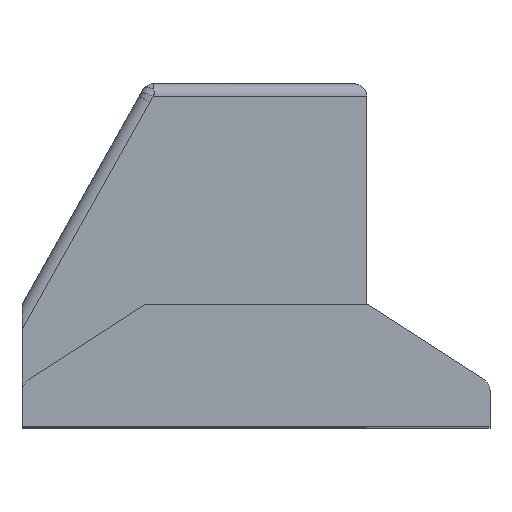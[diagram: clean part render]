
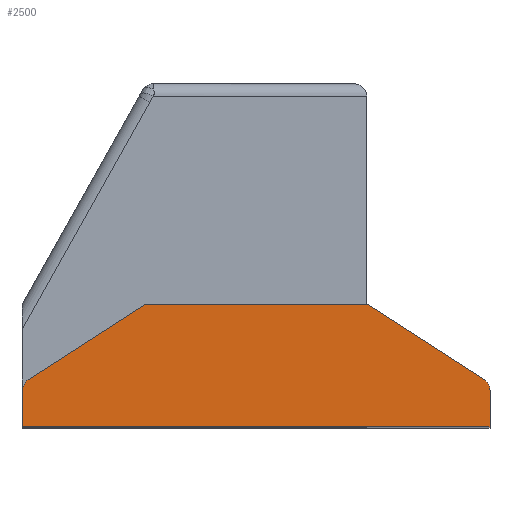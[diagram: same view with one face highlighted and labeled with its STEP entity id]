
A CAD part, top view. The second image highlights one B-rep face of the part: STEP entity #2500.
In plain terms, the highlighted planar face has unit normal (0, 0, 1).
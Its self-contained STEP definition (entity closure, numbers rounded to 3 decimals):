
#100 = PLANE('',#101);
#101 = AXIS2_PLACEMENT_3D('',#102,#103,#104);
#102 = CARTESIAN_POINT('',(-9.05,10.,31.));
#103 = DIRECTION('',(0.,-1.,0.));
#104 = DIRECTION('',(1.,0.,0.));
#128 = PLANE('',#129);
#129 = AXIS2_PLACEMENT_3D('',#130,#131,#132);
#130 = CARTESIAN_POINT('',(-9.05,10.,31.));
#131 = DIRECTION('',(-0.542,0.84,0.));
#132 = DIRECTION('',(-0.84,-0.542,0.));
#161 = CYLINDRICAL_SURFACE('',#162,1.);
#162 = AXIS2_PLACEMENT_3D('',#163,#164,#165);
#163 = CARTESIAN_POINT('',(-18.05,3.,31.));
#164 = DIRECTION('',(0.,0.,1.));
#165 = DIRECTION('',(1.,0.,0.));
#189 = PLANE('',#190);
#190 = AXIS2_PLACEMENT_3D('',#191,#192,#193);
#191 = CARTESIAN_POINT('',(-19.05,0.,31.));
#192 = DIRECTION('',(1.,0.,0.));
#193 = DIRECTION('',(0.,1.,0.));
#921 = EDGE_CURVE('',#922,#924,#926,.T.);
#922 = VERTEX_POINT('',#923);
#923 = CARTESIAN_POINT('',(-9.05,10.,31.));
#924 = VERTEX_POINT('',#925);
#925 = CARTESIAN_POINT('',(9.05,10.,31.));
#926 = SURFACE_CURVE('',#927,(#931,#938),.PCURVE_S1.);
#927 = LINE('',#928,#929);
#928 = CARTESIAN_POINT('',(-9.05,10.,31.));
#929 = VECTOR('',#930,1.);
#930 = DIRECTION('',(1.,0.,0.));
#931 = PCURVE('',#100,#932);
#932 = DEFINITIONAL_REPRESENTATION('',(#933),#937);
#933 = LINE('',#934,#935);
#934 = CARTESIAN_POINT('',(0.,0.));
#935 = VECTOR('',#936,1.);
#936 = DIRECTION('',(1.,0.));
#937 = ( GEOMETRIC_REPRESENTATION_CONTEXT(2) 
PARAMETRIC_REPRESENTATION_CONTEXT() REPRESENTATION_CONTEXT('2D SPACE',''
  ) );
#938 = PCURVE('',#939,#944);
#939 = PLANE('',#940);
#940 = AXIS2_PLACEMENT_3D('',#941,#942,#943);
#941 = CARTESIAN_POINT('',(0.,4.074,31.));
#942 = DIRECTION('',(0.,0.,1.));
#943 = DIRECTION('',(0.,1.,0.));
#944 = DEFINITIONAL_REPRESENTATION('',(#945),#949);
#945 = LINE('',#946,#947);
#946 = CARTESIAN_POINT('',(5.926,9.05));
#947 = VECTOR('',#948,1.);
#948 = DIRECTION('',(0.,-1.));
#949 = ( GEOMETRIC_REPRESENTATION_CONTEXT(2) 
PARAMETRIC_REPRESENTATION_CONTEXT() REPRESENTATION_CONTEXT('2D SPACE',''
  ) );
#1067 = PLANE('',#1068);
#1068 = AXIS2_PLACEMENT_3D('',#1069,#1070,#1071);
#1069 = CARTESIAN_POINT('',(9.05,10.,31.));
#1070 = DIRECTION('',(-0.542,-0.84,0.));
#1071 = DIRECTION('',(0.84,-0.542,0.));
#1362 = EDGE_CURVE('',#922,#1363,#1365,.T.);
#1363 = VERTEX_POINT('',#1364);
#1364 = CARTESIAN_POINT('',(-18.592,3.84,31.));
#1365 = SURFACE_CURVE('',#1366,(#1370,#1377),.PCURVE_S1.);
#1366 = LINE('',#1367,#1368);
#1367 = CARTESIAN_POINT('',(-9.05,10.,31.));
#1368 = VECTOR('',#1369,1.);
#1369 = DIRECTION('',(-0.84,-0.542,0.));
#1370 = PCURVE('',#128,#1371);
#1371 = DEFINITIONAL_REPRESENTATION('',(#1372),#1376);
#1372 = LINE('',#1373,#1374);
#1373 = CARTESIAN_POINT('',(0.,0.));
#1374 = VECTOR('',#1375,1.);
#1375 = DIRECTION('',(1.,0.));
#1376 = ( GEOMETRIC_REPRESENTATION_CONTEXT(2) 
PARAMETRIC_REPRESENTATION_CONTEXT() REPRESENTATION_CONTEXT('2D SPACE',''
  ) );
#1377 = PCURVE('',#939,#1378);
#1378 = DEFINITIONAL_REPRESENTATION('',(#1379),#1383);
#1379 = LINE('',#1380,#1381);
#1380 = CARTESIAN_POINT('',(5.926,9.05));
#1381 = VECTOR('',#1382,1.);
#1382 = DIRECTION('',(-0.542,0.84));
#1383 = ( GEOMETRIC_REPRESENTATION_CONTEXT(2) 
PARAMETRIC_REPRESENTATION_CONTEXT() REPRESENTATION_CONTEXT('2D SPACE',''
  ) );
#1465 = EDGE_CURVE('',#1363,#1466,#1468,.T.);
#1466 = VERTEX_POINT('',#1467);
#1467 = CARTESIAN_POINT('',(-19.05,3.,31.));
#1468 = SURFACE_CURVE('',#1469,(#1474,#1481),.PCURVE_S1.);
#1469 = CIRCLE('',#1470,1.);
#1470 = AXIS2_PLACEMENT_3D('',#1471,#1472,#1473);
#1471 = CARTESIAN_POINT('',(-18.05,3.,31.));
#1472 = DIRECTION('',(0.,0.,1.));
#1473 = DIRECTION('',(1.,0.,0.));
#1474 = PCURVE('',#161,#1475);
#1475 = DEFINITIONAL_REPRESENTATION('',(#1476),#1480);
#1476 = LINE('',#1477,#1478);
#1477 = CARTESIAN_POINT('',(0.,0.));
#1478 = VECTOR('',#1479,1.);
#1479 = DIRECTION('',(1.,0.));
#1480 = ( GEOMETRIC_REPRESENTATION_CONTEXT(2) 
PARAMETRIC_REPRESENTATION_CONTEXT() REPRESENTATION_CONTEXT('2D SPACE',''
  ) );
#1481 = PCURVE('',#939,#1482);
#1482 = DEFINITIONAL_REPRESENTATION('',(#1483),#1487);
#1483 = CIRCLE('',#1484,1.);
#1484 = AXIS2_PLACEMENT_2D('',#1485,#1486);
#1485 = CARTESIAN_POINT('',(-1.074,18.05));
#1486 = DIRECTION('',(0.,-1.));
#1487 = ( GEOMETRIC_REPRESENTATION_CONTEXT(2) 
PARAMETRIC_REPRESENTATION_CONTEXT() REPRESENTATION_CONTEXT('2D SPACE',''
  ) );
#1515 = EDGE_CURVE('',#1516,#1466,#1518,.T.);
#1516 = VERTEX_POINT('',#1517);
#1517 = CARTESIAN_POINT('',(-19.05,0.,31.));
#1518 = SURFACE_CURVE('',#1519,(#1523,#1530),.PCURVE_S1.);
#1519 = LINE('',#1520,#1521);
#1520 = CARTESIAN_POINT('',(-19.05,0.,31.));
#1521 = VECTOR('',#1522,1.);
#1522 = DIRECTION('',(0.,1.,0.));
#1523 = PCURVE('',#189,#1524);
#1524 = DEFINITIONAL_REPRESENTATION('',(#1525),#1529);
#1525 = LINE('',#1526,#1527);
#1526 = CARTESIAN_POINT('',(0.,0.));
#1527 = VECTOR('',#1528,1.);
#1528 = DIRECTION('',(1.,0.));
#1529 = ( GEOMETRIC_REPRESENTATION_CONTEXT(2) 
PARAMETRIC_REPRESENTATION_CONTEXT() REPRESENTATION_CONTEXT('2D SPACE',''
  ) );
#1530 = PCURVE('',#939,#1531);
#1531 = DEFINITIONAL_REPRESENTATION('',(#1532),#1536);
#1532 = LINE('',#1533,#1534);
#1533 = CARTESIAN_POINT('',(-4.074,19.05));
#1534 = VECTOR('',#1535,1.);
#1535 = DIRECTION('',(1.,0.));
#1536 = ( GEOMETRIC_REPRESENTATION_CONTEXT(2) 
PARAMETRIC_REPRESENTATION_CONTEXT() REPRESENTATION_CONTEXT('2D SPACE',''
  ) );
#1552 = PLANE('',#1553);
#1553 = AXIS2_PLACEMENT_3D('',#1554,#1555,#1556);
#1554 = CARTESIAN_POINT('',(-19.05,0.,31.));
#1555 = DIRECTION('',(0.,-1.,0.));
#1556 = DIRECTION('',(1.,0.,0.));
#2500 = ADVANCED_FACE('',(#2501),#939,.T.);
#2501 = FACE_BOUND('',#2502,.T.);
#2502 = EDGE_LOOP('',(#2503,#2504,#2505,#2506,#2529,#2557,#2586,#2607));
#2503 = ORIENTED_EDGE('',*,*,#1362,.T.);
#2504 = ORIENTED_EDGE('',*,*,#1465,.T.);
#2505 = ORIENTED_EDGE('',*,*,#1515,.F.);
#2506 = ORIENTED_EDGE('',*,*,#2507,.T.);
#2507 = EDGE_CURVE('',#1516,#2508,#2510,.T.);
#2508 = VERTEX_POINT('',#2509);
#2509 = CARTESIAN_POINT('',(19.05,0.,31.));
#2510 = SURFACE_CURVE('',#2511,(#2515,#2522),.PCURVE_S1.);
#2511 = LINE('',#2512,#2513);
#2512 = CARTESIAN_POINT('',(-19.05,0.,31.));
#2513 = VECTOR('',#2514,1.);
#2514 = DIRECTION('',(1.,0.,0.));
#2515 = PCURVE('',#939,#2516);
#2516 = DEFINITIONAL_REPRESENTATION('',(#2517),#2521);
#2517 = LINE('',#2518,#2519);
#2518 = CARTESIAN_POINT('',(-4.074,19.05));
#2519 = VECTOR('',#2520,1.);
#2520 = DIRECTION('',(0.,-1.));
#2521 = ( GEOMETRIC_REPRESENTATION_CONTEXT(2) 
PARAMETRIC_REPRESENTATION_CONTEXT() REPRESENTATION_CONTEXT('2D SPACE',''
  ) );
#2522 = PCURVE('',#1552,#2523);
#2523 = DEFINITIONAL_REPRESENTATION('',(#2524),#2528);
#2524 = LINE('',#2525,#2526);
#2525 = CARTESIAN_POINT('',(0.,0.));
#2526 = VECTOR('',#2527,1.);
#2527 = DIRECTION('',(1.,0.));
#2528 = ( GEOMETRIC_REPRESENTATION_CONTEXT(2) 
PARAMETRIC_REPRESENTATION_CONTEXT() REPRESENTATION_CONTEXT('2D SPACE',''
  ) );
#2529 = ORIENTED_EDGE('',*,*,#2530,.T.);
#2530 = EDGE_CURVE('',#2508,#2531,#2533,.T.);
#2531 = VERTEX_POINT('',#2532);
#2532 = CARTESIAN_POINT('',(19.05,3.,31.));
#2533 = SURFACE_CURVE('',#2534,(#2538,#2545),.PCURVE_S1.);
#2534 = LINE('',#2535,#2536);
#2535 = CARTESIAN_POINT('',(19.05,0.,31.));
#2536 = VECTOR('',#2537,1.);
#2537 = DIRECTION('',(0.,1.,0.));
#2538 = PCURVE('',#939,#2539);
#2539 = DEFINITIONAL_REPRESENTATION('',(#2540),#2544);
#2540 = LINE('',#2541,#2542);
#2541 = CARTESIAN_POINT('',(-4.074,-19.05));
#2542 = VECTOR('',#2543,1.);
#2543 = DIRECTION('',(1.,0.));
#2544 = ( GEOMETRIC_REPRESENTATION_CONTEXT(2) 
PARAMETRIC_REPRESENTATION_CONTEXT() REPRESENTATION_CONTEXT('2D SPACE',''
  ) );
#2545 = PCURVE('',#2546,#2551);
#2546 = PLANE('',#2547);
#2547 = AXIS2_PLACEMENT_3D('',#2548,#2549,#2550);
#2548 = CARTESIAN_POINT('',(19.05,0.,31.));
#2549 = DIRECTION('',(1.,0.,0.));
#2550 = DIRECTION('',(0.,1.,0.));
#2551 = DEFINITIONAL_REPRESENTATION('',(#2552),#2556);
#2552 = LINE('',#2553,#2554);
#2553 = CARTESIAN_POINT('',(0.,0.));
#2554 = VECTOR('',#2555,1.);
#2555 = DIRECTION('',(1.,0.));
#2556 = ( GEOMETRIC_REPRESENTATION_CONTEXT(2) 
PARAMETRIC_REPRESENTATION_CONTEXT() REPRESENTATION_CONTEXT('2D SPACE',''
  ) );
#2557 = ORIENTED_EDGE('',*,*,#2558,.T.);
#2558 = EDGE_CURVE('',#2531,#2559,#2561,.T.);
#2559 = VERTEX_POINT('',#2560);
#2560 = CARTESIAN_POINT('',(18.592,3.84,31.));
#2561 = SURFACE_CURVE('',#2562,(#2567,#2574),.PCURVE_S1.);
#2562 = CIRCLE('',#2563,1.);
#2563 = AXIS2_PLACEMENT_3D('',#2564,#2565,#2566);
#2564 = CARTESIAN_POINT('',(18.05,3.,31.));
#2565 = DIRECTION('',(0.,0.,1.));
#2566 = DIRECTION('',(1.,0.,0.));
#2567 = PCURVE('',#939,#2568);
#2568 = DEFINITIONAL_REPRESENTATION('',(#2569),#2573);
#2569 = CIRCLE('',#2570,1.);
#2570 = AXIS2_PLACEMENT_2D('',#2571,#2572);
#2571 = CARTESIAN_POINT('',(-1.074,-18.05));
#2572 = DIRECTION('',(0.,-1.));
#2573 = ( GEOMETRIC_REPRESENTATION_CONTEXT(2) 
PARAMETRIC_REPRESENTATION_CONTEXT() REPRESENTATION_CONTEXT('2D SPACE',''
  ) );
#2574 = PCURVE('',#2575,#2580);
#2575 = CYLINDRICAL_SURFACE('',#2576,1.);
#2576 = AXIS2_PLACEMENT_3D('',#2577,#2578,#2579);
#2577 = CARTESIAN_POINT('',(18.05,3.,31.));
#2578 = DIRECTION('',(0.,0.,1.));
#2579 = DIRECTION('',(1.,0.,0.));
#2580 = DEFINITIONAL_REPRESENTATION('',(#2581),#2585);
#2581 = LINE('',#2582,#2583);
#2582 = CARTESIAN_POINT('',(0.,0.));
#2583 = VECTOR('',#2584,1.);
#2584 = DIRECTION('',(1.,0.));
#2585 = ( GEOMETRIC_REPRESENTATION_CONTEXT(2) 
PARAMETRIC_REPRESENTATION_CONTEXT() REPRESENTATION_CONTEXT('2D SPACE',''
  ) );
#2586 = ORIENTED_EDGE('',*,*,#2587,.F.);
#2587 = EDGE_CURVE('',#924,#2559,#2588,.T.);
#2588 = SURFACE_CURVE('',#2589,(#2593,#2600),.PCURVE_S1.);
#2589 = LINE('',#2590,#2591);
#2590 = CARTESIAN_POINT('',(9.05,10.,31.));
#2591 = VECTOR('',#2592,1.);
#2592 = DIRECTION('',(0.84,-0.542,0.));
#2593 = PCURVE('',#939,#2594);
#2594 = DEFINITIONAL_REPRESENTATION('',(#2595),#2599);
#2595 = LINE('',#2596,#2597);
#2596 = CARTESIAN_POINT('',(5.926,-9.05));
#2597 = VECTOR('',#2598,1.);
#2598 = DIRECTION('',(-0.542,-0.84));
#2599 = ( GEOMETRIC_REPRESENTATION_CONTEXT(2) 
PARAMETRIC_REPRESENTATION_CONTEXT() REPRESENTATION_CONTEXT('2D SPACE',''
  ) );
#2600 = PCURVE('',#1067,#2601);
#2601 = DEFINITIONAL_REPRESENTATION('',(#2602),#2606);
#2602 = LINE('',#2603,#2604);
#2603 = CARTESIAN_POINT('',(0.,0.));
#2604 = VECTOR('',#2605,1.);
#2605 = DIRECTION('',(1.,0.));
#2606 = ( GEOMETRIC_REPRESENTATION_CONTEXT(2) 
PARAMETRIC_REPRESENTATION_CONTEXT() REPRESENTATION_CONTEXT('2D SPACE',''
  ) );
#2607 = ORIENTED_EDGE('',*,*,#921,.F.);
